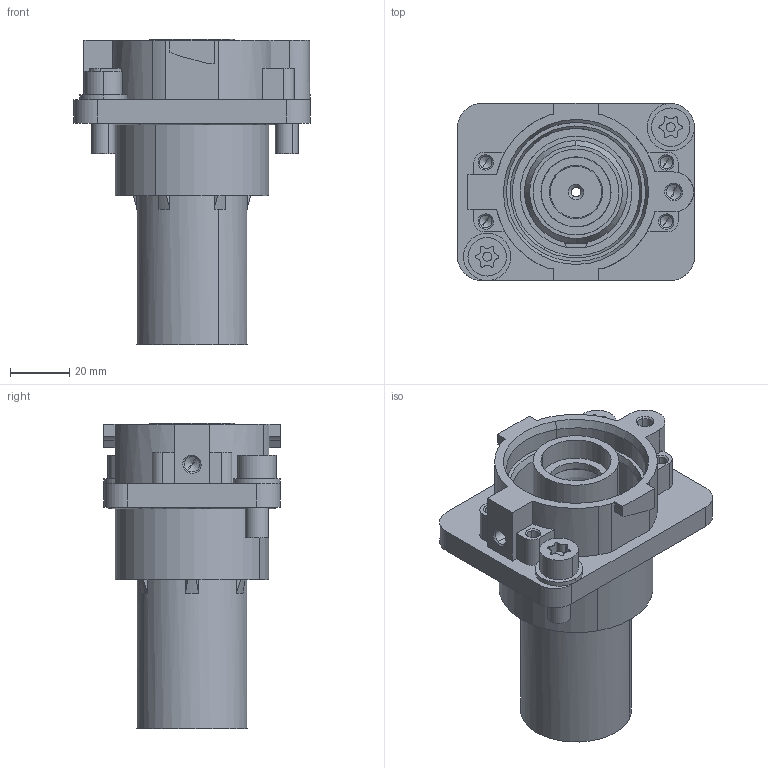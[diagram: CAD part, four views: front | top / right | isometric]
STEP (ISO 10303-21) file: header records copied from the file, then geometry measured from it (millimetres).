
FILE_DESCRIPTION(('CATIA V5 STEP Exchange','CAx-IF Rec.Pracs.--- Model Styling and Organization---1.4--- 2014-01-23'),'2;1');
FILE_NAME ('315510-2_1', '2018-12-17T08:55:07+00:00', ('none'), ('Weidmueller'), 'CATIA Version 5-6 Release 2016 SP3 HF44', 'CATIA V5 STEP AP214', 'none');
FILE_SCHEMA(('AUTOMOTIVE_DESIGN { 1 0 10303 214 1 1 1 1 }'));
Length unit declared in the file: millimetre
Products named in the file (1): 2486380000
Bounding box: 80 x 59.8 x 103.3 mm (x, y, z)
Volume: 120552.4 mm3; surface area: 66067 mm2
Topology: 2 solids, 3 shells, 343 faces, 850 edges, 543 vertices
Faces by surface type: plane 145, cylinder 132, cone 54, torus 12
Entity records: 9771 total; most frequent: CARTESIAN_POINT 1872, ORIENTED_EDGE 1676, DIRECTION 1266, EDGE_CURVE 838, AXIS2_PLACEMENT_3D 568, VERTEX_POINT 543, VECTOR 471, LINE 471
